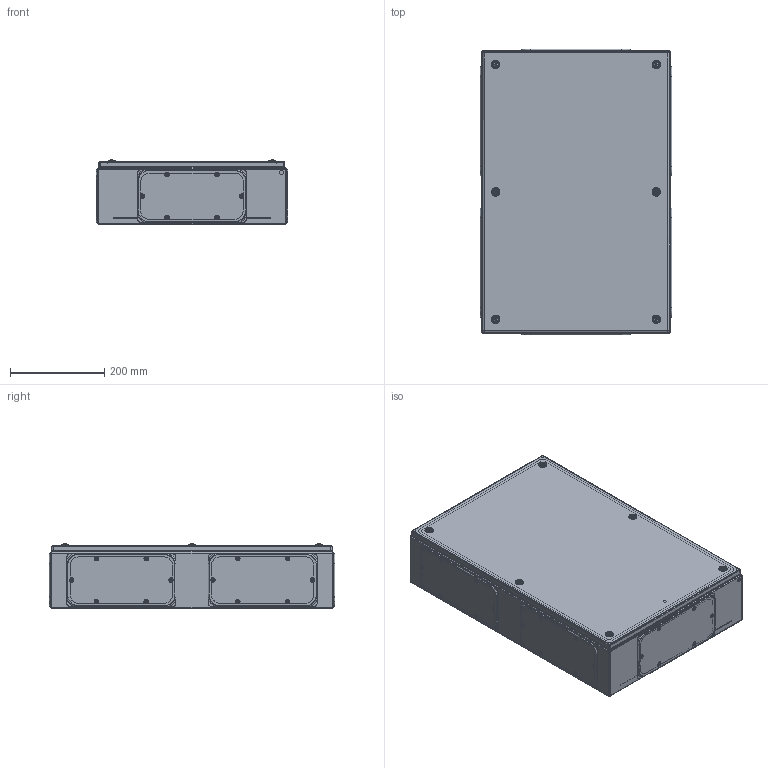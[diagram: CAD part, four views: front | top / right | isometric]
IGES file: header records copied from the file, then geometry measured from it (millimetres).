
Global section: file name: EXA6040135.igs; preprocessor: I-DEAS 3D IGES Translator 13; date: 20130826.134630; units: millimetre
Bounding box: 407 x 607 x 137.59 mm (x, y, z)
Volume: 1741390 mm3; surface area: 2281679.9 mm2
Topology: 16 solids, 16 shells, 2056 faces, 5225 edges, 3135 vertices
Faces by surface type: bspline 2056
